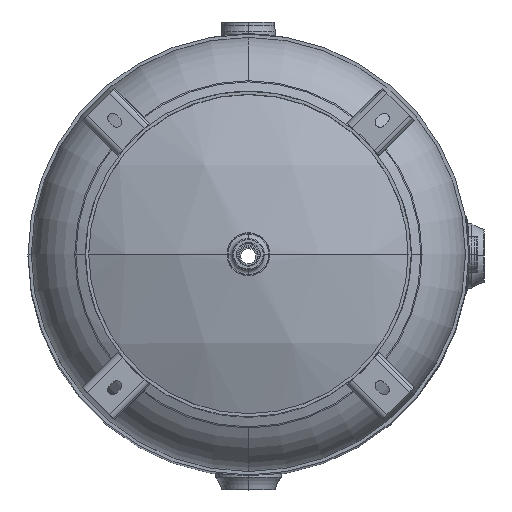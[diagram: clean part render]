
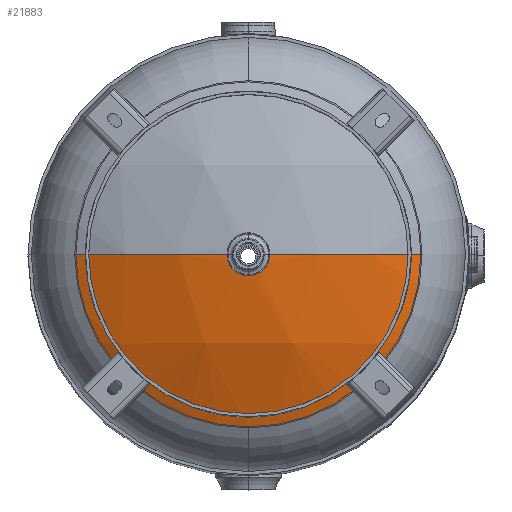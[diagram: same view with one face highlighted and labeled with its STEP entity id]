
A CAD part, top view. The second image highlights one B-rep face of the part: STEP entity #21883.
In plain terms, the highlighted spherical face has radius 548.64 mm.
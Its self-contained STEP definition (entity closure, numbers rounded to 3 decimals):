
#179 = EDGE_CURVE ( 'NONE', #30033, #20607, #899, .T. ) ;
#493 = ORIENTED_EDGE ( 'NONE', *, *, #26903, .F. ) ;
#614 = AXIS2_PLACEMENT_3D ( 'NONE', #20741, #15961, #8996 ) ;
#899 = CIRCLE ( 'NONE', #28106, 243.84 ) ;
#2341 = CARTESIAN_POINT ( 'NONE',  ( 0., 0., 302.26 ) ) ;
#2767 = CARTESIAN_POINT ( 'NONE',  ( 0., 0., 793.735 ) ) ;
#3126 = VERTEX_POINT ( 'NONE', #26013 ) ;
#3795 = DIRECTION ( 'NONE',  ( 0., -1., 0. ) ) ;
#4028 = CARTESIAN_POINT ( 'NONE',  ( 22.288, 0., 850.447 ) ) ;
#5027 = DIRECTION ( 'NONE',  ( 0., 0., 1. ) ) ;
#5086 = AXIS2_PLACEMENT_3D ( 'NONE', #2341, #11973, #21707 ) ;
#5127 = FACE_OUTER_BOUND ( 'NONE', #26085, .T. ) ;
#6418 = DIRECTION ( 'NONE',  ( 1., 0., 0. ) ) ;
#7165 = AXIS2_PLACEMENT_3D ( 'NONE', #8781, #3795, #6418 ) ;
#7889 = VERTEX_POINT ( 'NONE', #4028 ) ;
#8061 = EDGE_CURVE ( 'NONE', #7889, #30033, #24923, .T. ) ;
#8223 = CARTESIAN_POINT ( 'NONE',  ( 243.84, 0., 793.735 ) ) ;
#8781 = CARTESIAN_POINT ( 'NONE',  ( 0., 0., 302.26 ) ) ;
#8996 = DIRECTION ( 'NONE',  ( 0., 1., 0. ) ) ;
#10070 = CIRCLE ( 'NONE', #614, 22.288 ) ;
#11750 = ORIENTED_EDGE ( 'NONE', *, *, #8061, .F. ) ;
#11827 = SPHERICAL_SURFACE ( 'NONE', #5086, 548.64 ) ;
#11973 = DIRECTION ( 'NONE',  ( 0., -1., 0. ) ) ;
#12520 = AXIS2_PLACEMENT_3D ( 'NONE', #2767, #18326, #27316 ) ;
#12650 = CIRCLE ( 'NONE', #7165, 548.64 ) ;
#12653 = ORIENTED_EDGE ( 'NONE', *, *, #23518, .T. ) ;
#13064 = AXIS2_PLACEMENT_3D ( 'NONE', #19613, #16809, #5027 ) ;
#15436 = CARTESIAN_POINT ( 'NONE',  ( 0., 0., 793.735 ) ) ;
#15961 = DIRECTION ( 'NONE',  ( 0., 0., 1. ) ) ;
#16809 = DIRECTION ( 'NONE',  ( 0., 1., 0. ) ) ;
#17819 = ORIENTED_EDGE ( 'NONE', *, *, #179, .F. ) ;
#18326 = DIRECTION ( 'NONE',  ( 0., 0., -1. ) ) ;
#19460 = VERTEX_POINT ( 'NONE', #28469 ) ;
#19613 = CARTESIAN_POINT ( 'NONE',  ( 0., 0., 302.26 ) ) ;
#20607 = VERTEX_POINT ( 'NONE', #26562 ) ;
#20741 = CARTESIAN_POINT ( 'NONE',  ( 0., 0., 850.447 ) ) ;
#21707 = DIRECTION ( 'NONE',  ( 1., 0., 0. ) ) ;
#21883 = ADVANCED_FACE ( 'NONE', ( #5127 ), #11827, .T. ) ;
#22566 = DIRECTION ( 'NONE',  ( 0., 1., 0. ) ) ;
#23518 = EDGE_CURVE ( 'NONE', #3126, #19460, #12650, .T. ) ;
#24886 = DIRECTION ( 'NONE',  ( 0., 0., -1. ) ) ;
#24923 = CIRCLE ( 'NONE', #13064, 548.64 ) ;
#25152 = EDGE_CURVE ( 'NONE', #20607, #19460, #25838, .T. ) ;
#25838 = CIRCLE ( 'NONE', #12520, 243.84 ) ;
#26013 = CARTESIAN_POINT ( 'NONE',  ( -22.288, 0., 850.447 ) ) ;
#26085 = EDGE_LOOP ( 'NONE', ( #493, #12653, #27301, #17819, #11750 ) ) ;
#26562 = CARTESIAN_POINT ( 'NONE',  ( 0., -243.84, 793.735 ) ) ;
#26903 = EDGE_CURVE ( 'NONE', #3126, #7889, #10070, .T. ) ;
#27301 = ORIENTED_EDGE ( 'NONE', *, *, #25152, .F. ) ;
#27316 = DIRECTION ( 'NONE',  ( 0., 1., 0. ) ) ;
#28106 = AXIS2_PLACEMENT_3D ( 'NONE', #15436, #24886, #22566 ) ;
#28469 = CARTESIAN_POINT ( 'NONE',  ( -243.84, 0., 793.735 ) ) ;
#30033 = VERTEX_POINT ( 'NONE', #8223 ) ;
